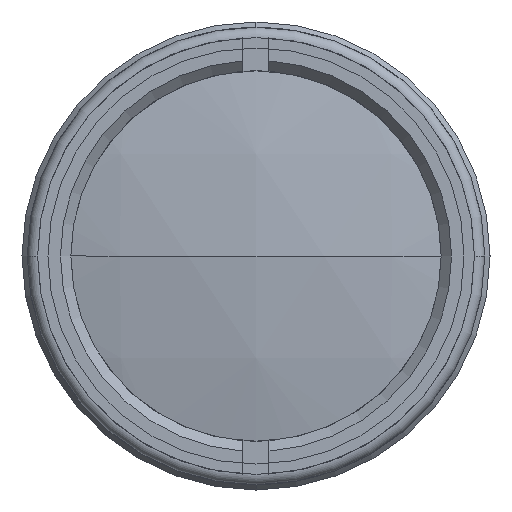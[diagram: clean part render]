
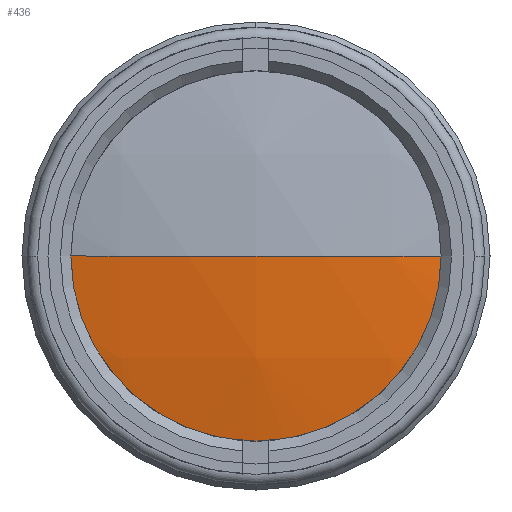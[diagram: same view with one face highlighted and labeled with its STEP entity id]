
A CAD part, left-side view. The second image highlights one B-rep face of the part: STEP entity #436.
In plain terms, the highlighted spherical face has radius 87.5 mm.
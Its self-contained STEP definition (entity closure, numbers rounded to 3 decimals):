
#170 = EDGE_CURVE ( 'NONE', #3119, #1102, #1682, .T. ) ;
#171 = AXIS2_PLACEMENT_3D ( 'NONE', #2734, #1294, #539 ) ;
#308 = FACE_OUTER_BOUND ( 'NONE', #2729, .T. ) ;
#332 = EDGE_CURVE ( 'NONE', #3092, #3119, #1822, .T. ) ;
#436 = ADVANCED_FACE ( 'NONE', ( #308 ), #1560, .T. ) ;
#440 = AXIS2_PLACEMENT_3D ( 'NONE', #3183, #1951, #903 ) ;
#539 = DIRECTION ( 'NONE',  ( 0., 1., 0. ) ) ;
#773 = EDGE_CURVE ( 'NONE', #3092, #1102, #1869, .T. ) ;
#780 = AXIS2_PLACEMENT_3D ( 'NONE', #1453, #2442, #1991 ) ;
#822 = DIRECTION ( 'NONE',  ( 0., 1., 0. ) ) ;
#870 = DIRECTION ( 'NONE',  ( 0., 0., -1. ) ) ;
#903 = DIRECTION ( 'NONE',  ( 0., 0., 1. ) ) ;
#1102 = VERTEX_POINT ( 'NONE', #1325 ) ;
#1294 = DIRECTION ( 'NONE',  ( 0., 0., -1. ) ) ;
#1325 = CARTESIAN_POINT ( 'NONE',  ( -78.884, 0., 0. ) ) ;
#1364 = CARTESIAN_POINT ( 'NONE',  ( -76.683, -19.5, 0. ) ) ;
#1453 = CARTESIAN_POINT ( 'NONE',  ( 8.616, 0., 0. ) ) ;
#1560 = SPHERICAL_SURFACE ( 'NONE', #171, 87.5 ) ;
#1682 = CIRCLE ( 'NONE', #1949, 87.5 ) ;
#1822 = CIRCLE ( 'NONE', #440, 19.5 ) ;
#1869 = CIRCLE ( 'NONE', #780, 87.5 ) ;
#1903 = CARTESIAN_POINT ( 'NONE',  ( -76.683, 19.5, 0. ) ) ;
#1949 = AXIS2_PLACEMENT_3D ( 'NONE', #2292, #870, #822 ) ;
#1951 = DIRECTION ( 'NONE',  ( -1., 0., 0. ) ) ;
#1991 = DIRECTION ( 'NONE',  ( 1., 0., 0. ) ) ;
#2085 = ORIENTED_EDGE ( 'NONE', *, *, #170, .T. ) ;
#2292 = CARTESIAN_POINT ( 'NONE',  ( 8.616, 0., 0. ) ) ;
#2442 = DIRECTION ( 'NONE',  ( 0., 0., 1. ) ) ;
#2729 = EDGE_LOOP ( 'NONE', ( #3169, #2085, #2902 ) ) ;
#2734 = CARTESIAN_POINT ( 'NONE',  ( 8.616, 0., 0. ) ) ;
#2902 = ORIENTED_EDGE ( 'NONE', *, *, #773, .F. ) ;
#3092 = VERTEX_POINT ( 'NONE', #1903 ) ;
#3119 = VERTEX_POINT ( 'NONE', #1364 ) ;
#3169 = ORIENTED_EDGE ( 'NONE', *, *, #332, .T. ) ;
#3183 = CARTESIAN_POINT ( 'NONE',  ( -76.683, 0., 0. ) ) ;
